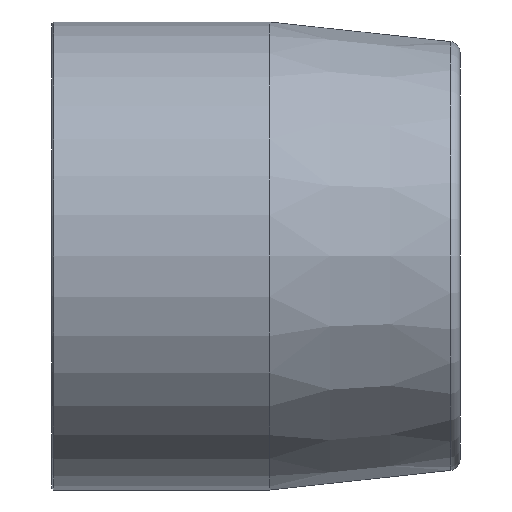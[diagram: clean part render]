
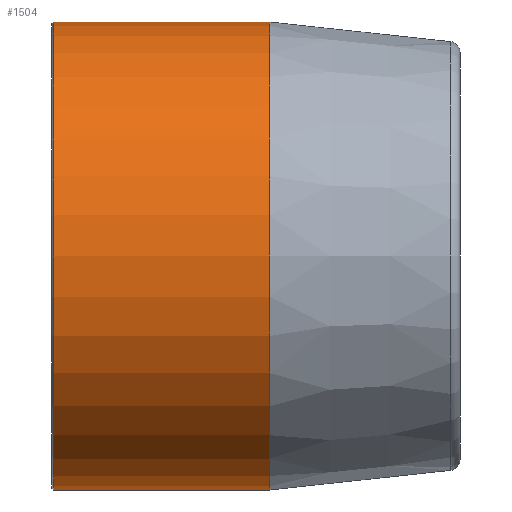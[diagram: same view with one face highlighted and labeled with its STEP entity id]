
A CAD part, front view. The second image highlights one B-rep face of the part: STEP entity #1504.
In plain terms, the highlighted cylindrical face has radius 43 mm (diameter 86 mm), a partial arc.
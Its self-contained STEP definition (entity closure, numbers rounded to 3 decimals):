
#6 = AXIS2_PLACEMENT_3D ( 'NONE', #592, #547, #890 ) ;
#30 = EDGE_LOOP ( 'NONE', ( #2433, #479, #662, #534 ) ) ;
#76 = VERTEX_POINT ( 'NONE', #2550 ) ;
#175 = DIRECTION ( 'NONE',  ( 0., 0., 1. ) ) ;
#185 = AXIS2_PLACEMENT_3D ( 'NONE', #1052, #966, #430 ) ;
#190 = CYLINDRICAL_SURFACE ( 'NONE', #6, 43. ) ;
#430 = DIRECTION ( 'NONE',  ( 0., 0., -1. ) ) ;
#478 = VERTEX_POINT ( 'NONE', #515 ) ;
#479 = ORIENTED_EDGE ( 'NONE', *, *, #2122, .T. ) ;
#515 = CARTESIAN_POINT ( 'NONE',  ( 40., 0., 43. ) ) ;
#527 = CARTESIAN_POINT ( 'NONE',  ( 0.3, 0., 43. ) ) ;
#534 = ORIENTED_EDGE ( 'NONE', *, *, #2551, .T. ) ;
#547 = DIRECTION ( 'NONE',  ( -1., 0., 0. ) ) ;
#592 = CARTESIAN_POINT ( 'NONE',  ( -31.707, 0., 0. ) ) ;
#662 = ORIENTED_EDGE ( 'NONE', *, *, #2101, .T. ) ;
#696 = CARTESIAN_POINT ( 'NONE',  ( 40., 0., -43. ) ) ;
#839 = EDGE_CURVE ( 'NONE', #1112, #76, #880, .T. ) ;
#880 = LINE ( 'NONE', #2347, #2357 ) ;
#890 = DIRECTION ( 'NONE',  ( 0., 0., 1. ) ) ;
#916 = CIRCLE ( 'NONE', #1594, 43. ) ;
#966 = DIRECTION ( 'NONE',  ( 1., 0., 0. ) ) ;
#1052 = CARTESIAN_POINT ( 'NONE',  ( 0.3, 0., 0. ) ) ;
#1112 = VERTEX_POINT ( 'NONE', #696 ) ;
#1504 = ADVANCED_FACE ( 'NONE', ( #2670 ), #190, .T. ) ;
#1594 = AXIS2_PLACEMENT_3D ( 'NONE', #2651, #2079, #175 ) ;
#1887 = DIRECTION ( 'NONE',  ( -1., 0., 0. ) ) ;
#1982 = VECTOR ( 'NONE', #1887, 1000. ) ;
#2079 = DIRECTION ( 'NONE',  ( -1., 0., 0. ) ) ;
#2101 = EDGE_CURVE ( 'NONE', #478, #2514, #2451, .T. ) ;
#2122 = EDGE_CURVE ( 'NONE', #1112, #478, #916, .T. ) ;
#2188 = CIRCLE ( 'NONE', #185, 43. ) ;
#2296 = DIRECTION ( 'NONE',  ( -1., 0., 0. ) ) ;
#2347 = CARTESIAN_POINT ( 'NONE',  ( -31.707, 0., -43. ) ) ;
#2357 = VECTOR ( 'NONE', #2296, 1000. ) ;
#2433 = ORIENTED_EDGE ( 'NONE', *, *, #839, .F. ) ;
#2451 = LINE ( 'NONE', #2629, #1982 ) ;
#2514 = VERTEX_POINT ( 'NONE', #527 ) ;
#2550 = CARTESIAN_POINT ( 'NONE',  ( 0.3, 0., -43. ) ) ;
#2551 = EDGE_CURVE ( 'NONE', #2514, #76, #2188, .T. ) ;
#2629 = CARTESIAN_POINT ( 'NONE',  ( -31.707, 0., 43. ) ) ;
#2651 = CARTESIAN_POINT ( 'NONE',  ( 40., 0., 0. ) ) ;
#2670 = FACE_OUTER_BOUND ( 'NONE', #30, .T. ) ;
